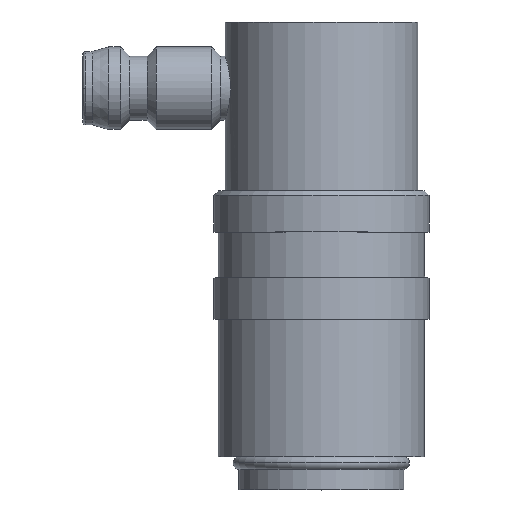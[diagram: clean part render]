
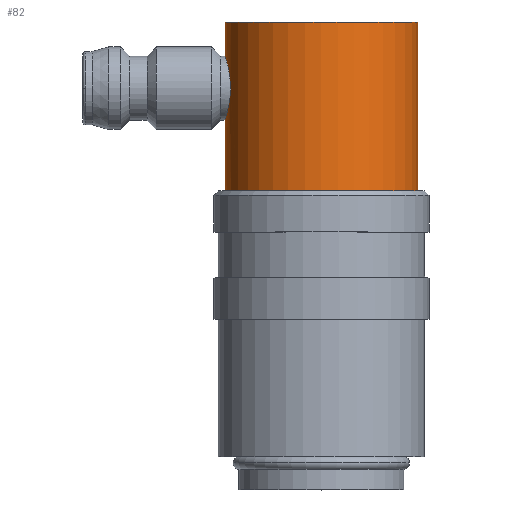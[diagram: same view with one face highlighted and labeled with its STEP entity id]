
A CAD part, top view. The second image highlights one B-rep face of the part: STEP entity #82.
In plain terms, the highlighted cylindrical face has radius 10.5 mm (diameter 21 mm), a partial arc.
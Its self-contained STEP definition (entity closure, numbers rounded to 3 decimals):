
#82=ADVANCED_FACE('',(#212),#213,.T.);
#212=FACE_OUTER_BOUND('',#395,.T.);
#213=CYLINDRICAL_SURFACE('',#396,10.5);
#395=EDGE_LOOP('',(#577,#578,#579,#580,#581,#582));
#396=AXIS2_PLACEMENT_3D('',#583,#584,#585);
#577=ORIENTED_EDGE('',*,*,#1040,.F.);
#578=ORIENTED_EDGE('',*,*,#1041,.F.);
#579=ORIENTED_EDGE('',*,*,#1042,.F.);
#580=ORIENTED_EDGE('',*,*,#1043,.F.);
#581=ORIENTED_EDGE('',*,*,#1044,.F.);
#582=ORIENTED_EDGE('',*,*,#1045,.T.);
#583=CARTESIAN_POINT('',(0.0,40.42,0.0));
#584=DIRECTION('',(0.0,1.0,0.0));
#585=DIRECTION('',(-1.0,0.0,0.));
#1040=EDGE_CURVE('',#1221,#1222,#1223,.T.);
#1041=EDGE_CURVE('',#1224,#1221,#1225,.T.);
#1042=EDGE_CURVE('',#1226,#1224,#1227,.T.);
#1043=EDGE_CURVE('',#1228,#1226,#1229,.T.);
#1044=EDGE_CURVE('',#1230,#1228,#1231,.T.);
#1045=EDGE_CURVE('',#1230,#1222,#1232,.T.);
#1221=VERTEX_POINT('',#1473);
#1222=VERTEX_POINT('',#1474);
#1223=LINE('',#1475,#1476);
#1224=VERTEX_POINT('',#1477);
#1225=CIRCLE('',#1478,10.5);
#1226=VERTEX_POINT('',#1479);
#1227=LINE('',#1480,#1481);
#1228=VERTEX_POINT('',#1482);
#1229=CIRCLE('',#1483,10.5);
#1230=VERTEX_POINT('',#1484);
#1231=LINE('',#1485,#1486);
#1232=B_SPLINE_CURVE_WITH_KNOTS('',3,(#1487,#1488,#1489,#1490,#1491,#1492,#1493,#1494,#1495,#1496,#1497,#1498,#1499,#1500,#1501,#1502,#1503,#1504,#1505,#1506,#1507,#1508,#1509,#1510,#1511,#1512,#1513,#1514,#1515,#1516,#1517,#1518,#1519,#1520),.UNSPECIFIED.,.F.,.F.,(4,2,2,2,2,2,2,2,2,2,2,2,2,2,2,2,4),(5.318,5.982,6.647,7.312,7.976,8.641,9.306,9.971,10.636,11.301,11.966,12.63,13.295,13.96,14.625,15.289,15.954),.UNSPECIFIED.);
#1473=CARTESIAN_POINT('',(-10.5,32.6,0.));
#1474=CARTESIAN_POINT('',(-10.5,40.3,0.));
#1475=CARTESIAN_POINT('',(-10.5,40.42,0.));
#1476=VECTOR('',#1912,1.0);
#1477=CARTESIAN_POINT('',(10.5,32.6,0.));
#1478=AXIS2_PLACEMENT_3D('',#1913,#1914,#1915);
#1479=CARTESIAN_POINT('',(10.5,51.0,0.));
#1480=CARTESIAN_POINT('',(10.5,40.42,0.));
#1481=VECTOR('',#1916,1.0);
#1482=CARTESIAN_POINT('',(-10.5,51.0,0.));
#1483=AXIS2_PLACEMENT_3D('',#1917,#1918,#1919);
#1484=CARTESIAN_POINT('',(-10.5,47.3,0.));
#1485=CARTESIAN_POINT('',(-10.5,40.42,0.));
#1486=VECTOR('',#1920,1.0);
#1487=CARTESIAN_POINT('',(-10.5,47.3,0.));
#1488=CARTESIAN_POINT('',(-10.5,47.3,0.222));
#1489=CARTESIAN_POINT('',(-10.493,47.279,0.45));
#1490=CARTESIAN_POINT('',(-10.464,47.189,0.904));
#1491=CARTESIAN_POINT('',(-10.441,47.121,1.129));
#1492=CARTESIAN_POINT('',(-10.386,46.942,1.559));
#1493=CARTESIAN_POINT('',(-10.352,46.831,1.765));
#1494=CARTESIAN_POINT('',(-10.28,46.574,2.146));
#1495=CARTESIAN_POINT('',(-10.242,46.429,2.32));
#1496=CARTESIAN_POINT('',(-10.167,46.12,2.629));
#1497=CARTESIAN_POINT('',(-10.128,45.946,2.774));
#1498=CARTESIAN_POINT('',(-10.054,45.565,3.031));
#1499=CARTESIAN_POINT('',(-10.019,45.359,3.142));
#1500=CARTESIAN_POINT('',(-9.961,44.929,3.321));
#1501=CARTESIAN_POINT('',(-9.938,44.704,3.389));
#1502=CARTESIAN_POINT('',(-9.907,44.25,3.479));
#1503=CARTESIAN_POINT('',(-9.899,44.022,3.5));
#1504=CARTESIAN_POINT('',(-9.899,43.578,3.5));
#1505=CARTESIAN_POINT('',(-9.907,43.35,3.479));
#1506=CARTESIAN_POINT('',(-9.938,42.896,3.389));
#1507=CARTESIAN_POINT('',(-9.961,42.671,3.321));
#1508=CARTESIAN_POINT('',(-10.019,42.241,3.142));
#1509=CARTESIAN_POINT('',(-10.054,42.035,3.031));
#1510=CARTESIAN_POINT('',(-10.128,41.654,2.774));
#1511=CARTESIAN_POINT('',(-10.167,41.48,2.629));
#1512=CARTESIAN_POINT('',(-10.242,41.171,2.32));
#1513=CARTESIAN_POINT('',(-10.28,41.026,2.146));
#1514=CARTESIAN_POINT('',(-10.352,40.769,1.765));
#1515=CARTESIAN_POINT('',(-10.386,40.658,1.559));
#1516=CARTESIAN_POINT('',(-10.441,40.479,1.129));
#1517=CARTESIAN_POINT('',(-10.464,40.411,0.904));
#1518=CARTESIAN_POINT('',(-10.493,40.321,0.45));
#1519=CARTESIAN_POINT('',(-10.5,40.3,0.222));
#1520=CARTESIAN_POINT('',(-10.5,40.3,0.));
#1912=DIRECTION('',(0.0,1.0,0.0));
#1913=CARTESIAN_POINT('',(0.0,32.6,0.0));
#1914=DIRECTION('',(0.,-1.0,0.));
#1915=DIRECTION('',(-1.0,0.,0.));
#1916=DIRECTION('',(-0.0,-1.0,-0.0));
#1917=CARTESIAN_POINT('',(0.0,51.0,0.0));
#1918=DIRECTION('',(0.0,1.0,0.0));
#1919=DIRECTION('',(-1.0,0.0,0.));
#1920=DIRECTION('',(0.0,1.0,0.0));
